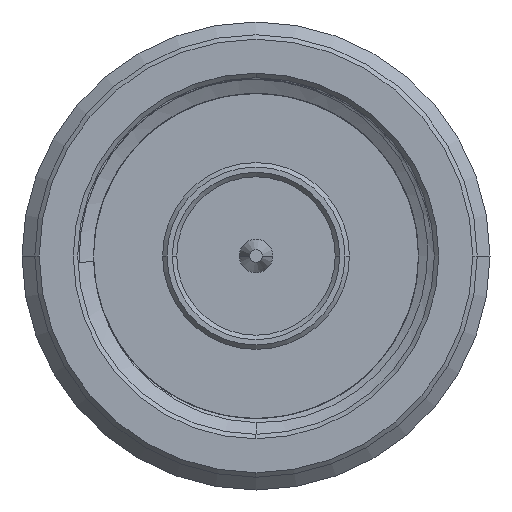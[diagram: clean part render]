
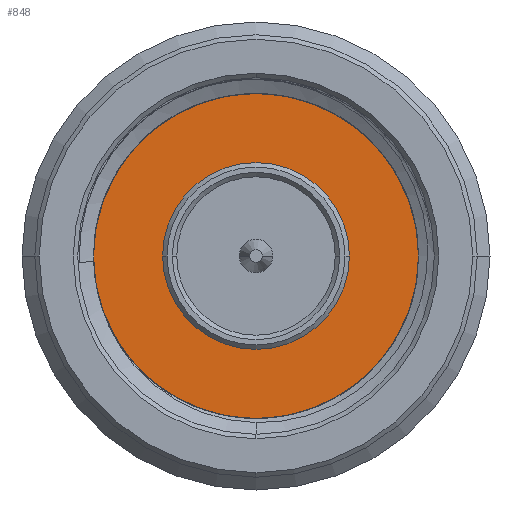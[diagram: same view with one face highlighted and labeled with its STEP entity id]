
A CAD part, left-side view. The second image highlights one B-rep face of the part: STEP entity #848.
In plain terms, the highlighted planar face has unit normal (-1, 0, 0).
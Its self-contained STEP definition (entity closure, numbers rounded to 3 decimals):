
#346 = VERTEX_POINT ( 'NONE', #3784 ) ;
#606 = CARTESIAN_POINT ( 'NONE',  ( 12., -4.191, 0. ) ) ;
#655 = ORIENTED_EDGE ( 'NONE', *, *, #4232, .F. ) ;
#794 = DIRECTION ( 'NONE',  ( -1., 0., 0. ) ) ;
#848 = ADVANCED_FACE ( 'NONE', ( #875, #5467 ), #3639, .T. ) ;
#875 = FACE_OUTER_BOUND ( 'NONE', #2221, .T. ) ;
#967 = AXIS2_PLACEMENT_3D ( 'NONE', #5002, #3646, #5537 ) ;
#1013 = DIRECTION ( 'NONE',  ( -1., 0., 0. ) ) ;
#1022 = VERTEX_POINT ( 'NONE', #5612 ) ;
#1658 = CIRCLE ( 'NONE', #967, 7.292 ) ;
#1855 = CIRCLE ( 'NONE', #5296, 4.191 ) ;
#2221 = EDGE_LOOP ( 'NONE', ( #3671, #6054 ) ) ;
#2406 = DIRECTION ( 'NONE',  ( 0., -1., 0. ) ) ;
#2490 = AXIS2_PLACEMENT_3D ( 'NONE', #3210, #4102, #3238 ) ;
#3210 = CARTESIAN_POINT ( 'NONE',  ( 12., 7.292, 0. ) ) ;
#3238 = DIRECTION ( 'NONE',  ( 0., -1., 0. ) ) ;
#3510 = VERTEX_POINT ( 'NONE', #606 ) ;
#3588 = DIRECTION ( 'NONE',  ( 0., -1., 0. ) ) ;
#3629 = EDGE_LOOP ( 'NONE', ( #4212, #655 ) ) ;
#3639 = PLANE ( 'NONE',  #2490 ) ;
#3646 = DIRECTION ( 'NONE',  ( -1., 0., 0. ) ) ;
#3671 = ORIENTED_EDGE ( 'NONE', *, *, #4331, .T. ) ;
#3784 = CARTESIAN_POINT ( 'NONE',  ( 12., 4.191, 0. ) ) ;
#3835 = CARTESIAN_POINT ( 'NONE',  ( 12., -7.292, 0. ) ) ;
#4102 = DIRECTION ( 'NONE',  ( -1., 0., 0. ) ) ;
#4183 = DIRECTION ( 'NONE',  ( 0., -1., 0. ) ) ;
#4212 = ORIENTED_EDGE ( 'NONE', *, *, #4737, .F. ) ;
#4232 = EDGE_CURVE ( 'NONE', #346, #3510, #1855, .T. ) ;
#4331 = EDGE_CURVE ( 'NONE', #5731, #1022, #1658, .T. ) ;
#4404 = AXIS2_PLACEMENT_3D ( 'NONE', #4914, #794, #3588 ) ;
#4737 = EDGE_CURVE ( 'NONE', #3510, #346, #5400, .T. ) ;
#4914 = CARTESIAN_POINT ( 'NONE',  ( 12., 0., 0. ) ) ;
#5002 = CARTESIAN_POINT ( 'NONE',  ( 12., 0., 0. ) ) ;
#5153 = CARTESIAN_POINT ( 'NONE',  ( 12., 0., 0. ) ) ;
#5176 = CARTESIAN_POINT ( 'NONE',  ( 12., 0., 0. ) ) ;
#5296 = AXIS2_PLACEMENT_3D ( 'NONE', #5176, #1013, #4183 ) ;
#5300 = AXIS2_PLACEMENT_3D ( 'NONE', #5153, #5639, #2406 ) ;
#5400 = CIRCLE ( 'NONE', #5300, 4.191 ) ;
#5467 = FACE_BOUND ( 'NONE', #3629, .T. ) ;
#5497 = CIRCLE ( 'NONE', #4404, 7.292 ) ;
#5502 = EDGE_CURVE ( 'NONE', #1022, #5731, #5497, .T. ) ;
#5537 = DIRECTION ( 'NONE',  ( 0., -1., 0. ) ) ;
#5612 = CARTESIAN_POINT ( 'NONE',  ( 12., 7.292, 0. ) ) ;
#5639 = DIRECTION ( 'NONE',  ( -1., 0., 0. ) ) ;
#5731 = VERTEX_POINT ( 'NONE', #3835 ) ;
#6054 = ORIENTED_EDGE ( 'NONE', *, *, #5502, .T. ) ;
